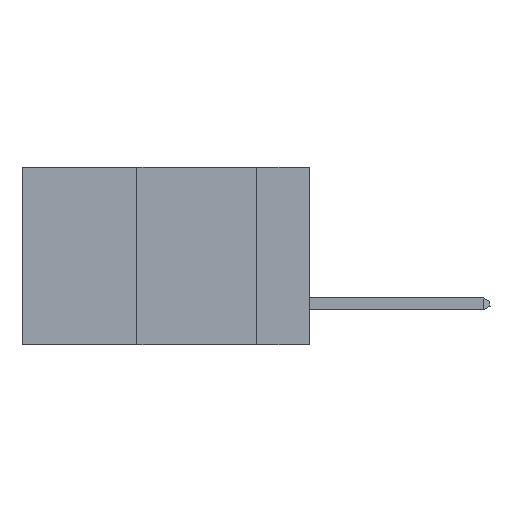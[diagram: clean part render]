
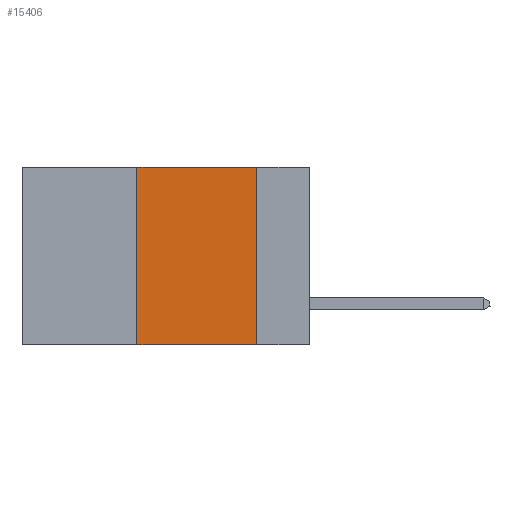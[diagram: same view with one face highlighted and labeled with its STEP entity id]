
A CAD part, left-side view. The second image highlights one B-rep face of the part: STEP entity #15406.
In plain terms, the highlighted planar face has unit normal (-1, 0, 0).
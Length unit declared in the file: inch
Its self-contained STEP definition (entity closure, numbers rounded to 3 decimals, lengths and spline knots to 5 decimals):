
#525 = VERTEX_POINT ( 'NONE', #9513 ) ;
#933 = DIRECTION ( 'NONE',  ( 0., -1., 0. ) ) ;
#2312 = EDGE_CURVE ( 'NONE', #5323, #12009, #10753, .T. ) ;
#2353 = EDGE_CURVE ( 'NONE', #9935, #525, #13983, .T. ) ;
#3090 = DIRECTION ( 'NONE',  ( 0., 0., -1. ) ) ;
#4087 = CARTESIAN_POINT ( 'NONE',  ( 0., 0.6, -0.37 ) ) ;
#5323 = VERTEX_POINT ( 'NONE', #7220 ) ;
#5890 = VECTOR ( 'NONE', #24380, 39.37008 ) ;
#5995 = ORIENTED_EDGE ( 'NONE', *, *, #2312, .T. ) ;
#6109 = LINE ( 'NONE', #21855, #25858 ) ;
#7220 = CARTESIAN_POINT ( 'NONE',  ( 0., 0.36, -0.37 ) ) ;
#9513 = CARTESIAN_POINT ( 'NONE',  ( 0., 0.11, 0. ) ) ;
#9935 = VERTEX_POINT ( 'NONE', #22554 ) ;
#10753 = LINE ( 'NONE', #4087, #13638 ) ;
#12009 = VERTEX_POINT ( 'NONE', #16742 ) ;
#13549 = EDGE_LOOP ( 'NONE', ( #14171, #13922, #26174, #5995 ) ) ;
#13597 = PLANE ( 'NONE',  #22832 ) ;
#13638 = VECTOR ( 'NONE', #22747, 39.37008 ) ;
#13922 = ORIENTED_EDGE ( 'NONE', *, *, #2353, .F. ) ;
#13983 = LINE ( 'NONE', #15556, #17834 ) ;
#14171 = ORIENTED_EDGE ( 'NONE', *, *, #21551, .F. ) ;
#15406 = ADVANCED_FACE ( 'NONE', ( #17012 ), #13597, .F. ) ;
#15556 = CARTESIAN_POINT ( 'NONE',  ( 0., 0.6, 0. ) ) ;
#16742 = CARTESIAN_POINT ( 'NONE',  ( 0., 0.11, -0.37 ) ) ;
#17012 = FACE_OUTER_BOUND ( 'NONE', #13549, .T. ) ;
#17834 = VECTOR ( 'NONE', #933, 39.37008 ) ;
#18209 = LINE ( 'NONE', #24738, #5890 ) ;
#19502 = EDGE_CURVE ( 'NONE', #5323, #9935, #18209, .T. ) ;
#19695 = DIRECTION ( 'NONE',  ( 0., 0., -1. ) ) ;
#20022 = CARTESIAN_POINT ( 'NONE',  ( 0., 0.6, 0. ) ) ;
#21551 = EDGE_CURVE ( 'NONE', #525, #12009, #6109, .T. ) ;
#21855 = CARTESIAN_POINT ( 'NONE',  ( 0., 0.11, 0. ) ) ;
#22554 = CARTESIAN_POINT ( 'NONE',  ( 0., 0.36, 0. ) ) ;
#22747 = DIRECTION ( 'NONE',  ( 0., -1., 0. ) ) ;
#22832 = AXIS2_PLACEMENT_3D ( 'NONE', #20022, #26265, #3090 ) ;
#24380 = DIRECTION ( 'NONE',  ( 0., 0., 1. ) ) ;
#24738 = CARTESIAN_POINT ( 'NONE',  ( 0., 0.36, 0. ) ) ;
#25858 = VECTOR ( 'NONE', #19695, 39.37008 ) ;
#26174 = ORIENTED_EDGE ( 'NONE', *, *, #19502, .F. ) ;
#26265 = DIRECTION ( 'NONE',  ( 1., 0., 0. ) ) ;
